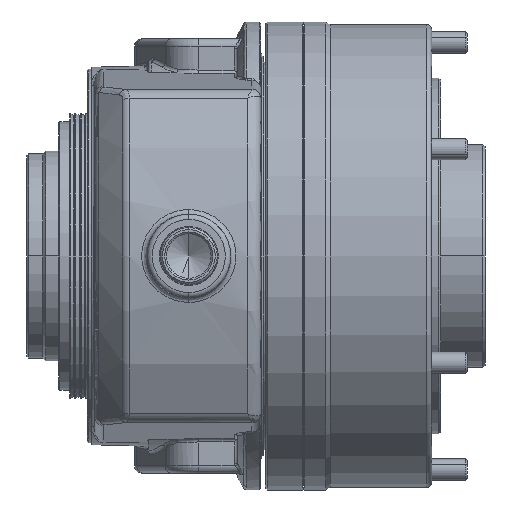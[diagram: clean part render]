
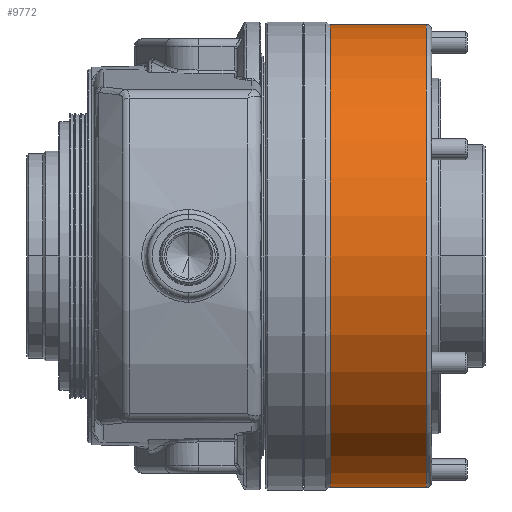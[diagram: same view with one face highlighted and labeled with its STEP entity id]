
A CAD part, front view. The second image highlights one B-rep face of the part: STEP entity #9772.
In plain terms, the highlighted cylindrical face has radius 130 mm (diameter 260 mm), a partial arc.
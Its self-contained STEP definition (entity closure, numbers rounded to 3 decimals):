
#1777 = FACE_OUTER_BOUND ( 'NONE', #1972, .T. ) ;
#1972 = EDGE_LOOP ( 'NONE', ( #11076, #21737, #13814, #14043 ) ) ;
#4033 = DIRECTION ( 'NONE',  ( -1., 0., 0. ) ) ;
#6591 = VECTOR ( 'NONE', #20003, 1000. ) ;
#6696 = DIRECTION ( 'NONE',  ( 0., 0., -1. ) ) ;
#6808 = EDGE_CURVE ( 'NONE', #10442, #23870, #34085, .T. ) ;
#7285 = CARTESIAN_POINT ( 'NONE',  ( 69., 0., -130. ) ) ;
#8116 = CARTESIAN_POINT ( 'NONE',  ( 69., 0., 130. ) ) ;
#8567 = AXIS2_PLACEMENT_3D ( 'NONE', #29471, #4033, #15367 ) ;
#8668 = CARTESIAN_POINT ( 'NONE',  ( 107.366, 0., 130. ) ) ;
#9772 = ADVANCED_FACE ( 'NONE', ( #1777 ), #13107, .T. ) ;
#10316 = DIRECTION ( 'NONE',  ( 0., 0., -1. ) ) ;
#10442 = VERTEX_POINT ( 'NONE', #36166 ) ;
#11076 = ORIENTED_EDGE ( 'NONE', *, *, #6808, .F. ) ;
#11257 = CIRCLE ( 'NONE', #32019, 130. ) ;
#11290 = CARTESIAN_POINT ( 'NONE',  ( 107.366, 0., -130. ) ) ;
#13107 = CYLINDRICAL_SURFACE ( 'NONE', #30047, 130. ) ;
#13814 = ORIENTED_EDGE ( 'NONE', *, *, #34205, .T. ) ;
#14043 = ORIENTED_EDGE ( 'NONE', *, *, #31072, .T. ) ;
#15367 = DIRECTION ( 'NONE',  ( 0., 0., -1. ) ) ;
#16837 = EDGE_CURVE ( 'NONE', #10442, #16960, #11257, .T. ) ;
#16960 = VERTEX_POINT ( 'NONE', #35810 ) ;
#20003 = DIRECTION ( 'NONE',  ( 1., 0., 0. ) ) ;
#20315 = VERTEX_POINT ( 'NONE', #7285 ) ;
#20806 = CARTESIAN_POINT ( 'NONE',  ( 15., 0., 0. ) ) ;
#21737 = ORIENTED_EDGE ( 'NONE', *, *, #16837, .T. ) ;
#22618 = DIRECTION ( 'NONE',  ( 1., 0., 0. ) ) ;
#23870 = VERTEX_POINT ( 'NONE', #8116 ) ;
#24421 = CARTESIAN_POINT ( 'NONE',  ( 107.366, 0., 0. ) ) ;
#24562 = CIRCLE ( 'NONE', #8567, 130. ) ;
#29471 = CARTESIAN_POINT ( 'NONE',  ( 69., 0., 0. ) ) ;
#30001 = VECTOR ( 'NONE', #22618, 1000. ) ;
#30047 = AXIS2_PLACEMENT_3D ( 'NONE', #24421, #35740, #10316 ) ;
#31072 = EDGE_CURVE ( 'NONE', #20315, #23870, #24562, .T. ) ;
#32019 = AXIS2_PLACEMENT_3D ( 'NONE', #20806, #32129, #6696 ) ;
#32129 = DIRECTION ( 'NONE',  ( 1., 0., 0. ) ) ;
#34085 = LINE ( 'NONE', #8668, #6591 ) ;
#34205 = EDGE_CURVE ( 'NONE', #16960, #20315, #36720, .T. ) ;
#35740 = DIRECTION ( 'NONE',  ( 1., 0., 0. ) ) ;
#35810 = CARTESIAN_POINT ( 'NONE',  ( 15., 0., -130. ) ) ;
#36166 = CARTESIAN_POINT ( 'NONE',  ( 15., 0., 130. ) ) ;
#36720 = LINE ( 'NONE', #11290, #30001 ) ;
